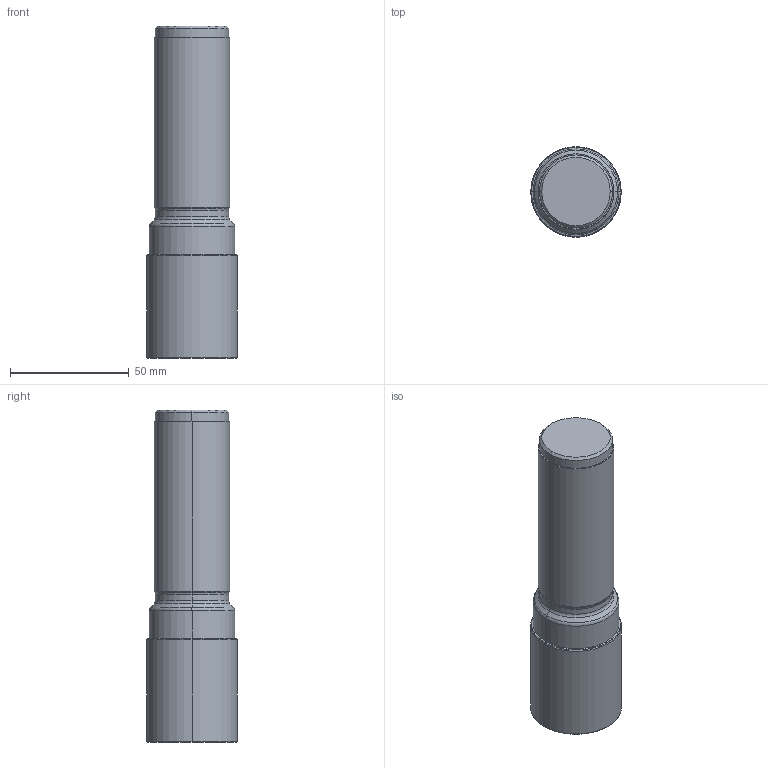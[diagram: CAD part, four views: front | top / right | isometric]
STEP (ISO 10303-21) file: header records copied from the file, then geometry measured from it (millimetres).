
FILE_DESCRIPTION(/* description */ (''),/* implementation_level */ '2;1');
FILE_NAME(/* name */ 'VPX300UR242FA20S1608_IR0_016.stp',/* time_stamp */ '2023-03-24T14:29:37+09:00',/* author */ (''),/* organization */ (''),/* preprocessor_version */ 'ST-DEVELOPER v16',/* originating_system */ 'SIEMENS PLM Software NX 10.0',/* authorisation */ '');
FILE_SCHEMA (('AUTOMOTIVE_DESIGN { 1 0 10303 214 3 1 1 1 }'));
Length unit declared in the file: millimetre
Products named in the file (1): VPX300UR242FA20S1608_IR0_016_ASM
Bounding box: 38.1 x 38.1 x 139.7 mm (x, y, z)
Volume: 149919.7 mm3; surface area: 25987.9 mm2
Topology: 2 solids, 2 shells, 74 faces, 185 edges, 137 vertices
Faces by surface type: revolution 18, torus 16, cone 14, cylinder 12, bspline 10, plane 4
Entity records: 3035 total; most frequent: CARTESIAN_POINT 1182, DIRECTION 388, ORIENTED_EDGE 328, AXIS2_PLACEMENT_3D 170, EDGE_CURVE 164, CIRCLE 116, VERTEX_POINT 94, EDGE_LOOP 76
